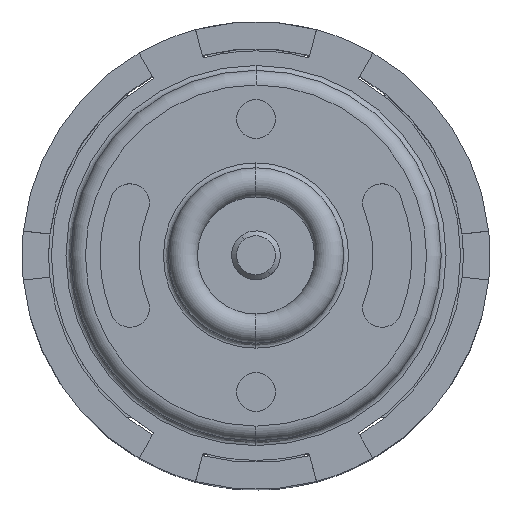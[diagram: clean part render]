
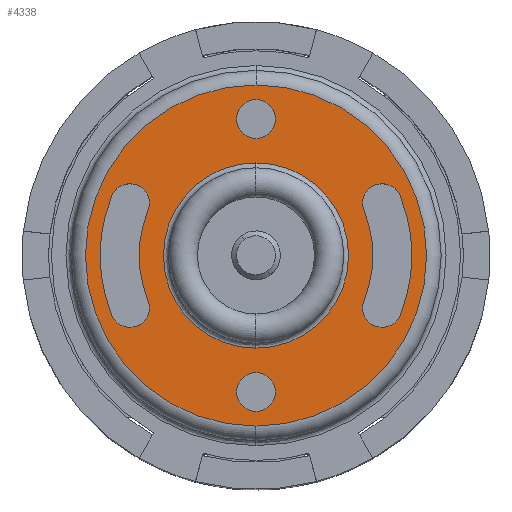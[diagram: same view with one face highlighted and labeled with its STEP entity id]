
A CAD part, top view. The second image highlights one B-rep face of the part: STEP entity #4338.
In plain terms, the highlighted face is planar.
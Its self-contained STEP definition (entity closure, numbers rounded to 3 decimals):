
#2270=CARTESIAN_POINT('',(0.,2.798,17.5));
#2271=VERTEX_POINT('',#2270);
#2297=CARTESIAN_POINT('',(0.,2.798,-17.5));
#2298=VERTEX_POINT('',#2297);
#2306=CARTESIAN_POINT('',(0.,2.798,0.0));
#2307=DIRECTION('',(0.0,-1.0,0.0));
#2308=DIRECTION('',(1.0,0.0,0.0));
#2309=AXIS2_PLACEMENT_3D('',#2306,#2307,#2308);
#2310=CIRCLE('',#2309,17.5);
#2311=EDGE_CURVE('',#2298,#2271,#2310,.T.);
#2519=CARTESIAN_POINT('',(0.,2.798,-9.5));
#2520=VERTEX_POINT('',#2519);
#2530=CARTESIAN_POINT('',(-9.5,2.798,0.0));
#2531=VERTEX_POINT('',#2530);
#2532=CARTESIAN_POINT('',(0.,2.798,0.0));
#2533=DIRECTION('',(0.0,1.0,0.0));
#2534=DIRECTION('',(1.0,0.0,0.0));
#2535=AXIS2_PLACEMENT_3D('',#2532,#2533,#2534);
#2536=CIRCLE('',#2535,9.5);
#2537=EDGE_CURVE('',#2520,#2531,#2536,.T.);
#2539=CARTESIAN_POINT('',(0.,2.798,9.5));
#2540=VERTEX_POINT('',#2539);
#2541=CARTESIAN_POINT('',(0.,2.798,0.0));
#2542=DIRECTION('',(0.0,1.0,0.0));
#2543=DIRECTION('',(1.0,0.0,0.0));
#2544=AXIS2_PLACEMENT_3D('',#2541,#2542,#2543);
#2545=CIRCLE('',#2544,9.5);
#2546=EDGE_CURVE('',#2531,#2540,#2545,.T.);
#2810=CARTESIAN_POINT('',(2.,2.798,-14.));
#2811=VERTEX_POINT('',#2810);
#2827=CARTESIAN_POINT('',(-2.,2.798,-14.));
#2828=VERTEX_POINT('',#2827);
#2835=CARTESIAN_POINT('',(0.,2.798,-14.));
#2836=DIRECTION('',(0.0,-1.0,0.0));
#2837=DIRECTION('',(1.0,0.0,0.0));
#2838=AXIS2_PLACEMENT_3D('',#2835,#2836,#2837);
#2839=CIRCLE('',#2838,2.0);
#2840=EDGE_CURVE('',#2811,#2828,#2839,.T.);
#2873=CARTESIAN_POINT('',(-2.,2.798,14.));
#2874=VERTEX_POINT('',#2873);
#2890=CARTESIAN_POINT('',(2.,2.798,14.));
#2891=VERTEX_POINT('',#2890);
#2898=CARTESIAN_POINT('',(0.,2.798,14.));
#2899=DIRECTION('',(0.0,-1.0,0.0));
#2900=DIRECTION('',(-1.0,0.0,0.0));
#2901=AXIS2_PLACEMENT_3D('',#2898,#2899,#2900);
#2902=CIRCLE('',#2901,2.0);
#2903=EDGE_CURVE('',#2874,#2891,#2902,.T.);
#2915=CARTESIAN_POINT('',(-12.,2.798,0.));
#2916=VERTEX_POINT('',#2915);
#2932=CARTESIAN_POINT('',(-11.087,2.798,4.592));
#2933=VERTEX_POINT('',#2932);
#2940=CARTESIAN_POINT('',(0.,2.798,0.0));
#2941=DIRECTION('',(0.0,1.0,0.0));
#2942=DIRECTION('',(-1.0,0.0,0.0));
#2943=AXIS2_PLACEMENT_3D('',#2940,#2941,#2942);
#2944=CIRCLE('',#2943,12.);
#2945=EDGE_CURVE('',#2916,#2933,#2944,.T.);
#2955=CARTESIAN_POINT('',(-16.0,2.798,0.));
#2956=VERTEX_POINT('',#2955);
#2965=CARTESIAN_POINT('',(-14.782,2.798,6.123));
#2966=VERTEX_POINT('',#2965);
#2967=CARTESIAN_POINT('',(0.,2.798,0.0));
#2968=DIRECTION('',(0.0,-1.0,0.0));
#2969=DIRECTION('',(1.0,0.0,0.0));
#2970=AXIS2_PLACEMENT_3D('',#2967,#2968,#2969);
#2971=CIRCLE('',#2970,16.0);
#2972=EDGE_CURVE('',#2966,#2956,#2971,.T.);
#2999=CARTESIAN_POINT('',(12.,2.798,0.));
#3000=VERTEX_POINT('',#2999);
#3016=CARTESIAN_POINT('',(11.087,2.798,-4.592));
#3017=VERTEX_POINT('',#3016);
#3024=CARTESIAN_POINT('',(0.,2.798,0.));
#3025=DIRECTION('',(0.0,1.0,0.0));
#3026=DIRECTION('',(1.0,0.0,0.0));
#3027=AXIS2_PLACEMENT_3D('',#3024,#3025,#3026);
#3028=CIRCLE('',#3027,12.);
#3029=EDGE_CURVE('',#3000,#3017,#3028,.T.);
#3039=CARTESIAN_POINT('',(16.0,2.798,0.));
#3040=VERTEX_POINT('',#3039);
#3049=CARTESIAN_POINT('',(14.782,2.798,-6.123));
#3050=VERTEX_POINT('',#3049);
#3051=CARTESIAN_POINT('',(0.,2.798,0.));
#3052=DIRECTION('',(0.0,-1.0,0.0));
#3053=DIRECTION('',(-1.0,0.0,0.0));
#3054=AXIS2_PLACEMENT_3D('',#3051,#3052,#3053);
#3055=CIRCLE('',#3054,16.0);
#3056=EDGE_CURVE('',#3050,#3040,#3055,.T.);
#3806=CARTESIAN_POINT('',(11.087,2.798,4.592));
#3807=VERTEX_POINT('',#3806);
#3814=CARTESIAN_POINT('',(14.782,2.798,6.123));
#3815=VERTEX_POINT('',#3814);
#3816=CARTESIAN_POINT('',(12.934,2.798,5.358));
#3817=DIRECTION('',(0.,-1.0,0.));
#3818=DIRECTION('',(-0.924,0.,-0.383));
#3819=AXIS2_PLACEMENT_3D('',#3816,#3817,#3818);
#3820=CIRCLE('',#3819,2.);
#3821=EDGE_CURVE('',#3815,#3807,#3820,.T.);
#3846=CARTESIAN_POINT('',(0.,2.798,0.));
#3847=DIRECTION('',(0.0,-1.0,0.0));
#3848=DIRECTION('',(-1.0,0.0,0.0));
#3849=AXIS2_PLACEMENT_3D('',#3846,#3847,#3848);
#3850=CIRCLE('',#3849,16.0);
#3851=EDGE_CURVE('',#3040,#3815,#3850,.T.);
#3869=CARTESIAN_POINT('',(12.934,2.798,-5.358));
#3870=DIRECTION('',(0.,-1.,0.));
#3871=DIRECTION('',(0.924,0.,-0.383));
#3872=AXIS2_PLACEMENT_3D('',#3869,#3870,#3871);
#3873=CIRCLE('',#3872,2.);
#3874=EDGE_CURVE('',#3017,#3050,#3873,.T.);
#3886=CARTESIAN_POINT('',(0.,2.798,0.));
#3887=DIRECTION('',(0.0,1.0,0.0));
#3888=DIRECTION('',(1.0,0.0,0.0));
#3889=AXIS2_PLACEMENT_3D('',#3886,#3887,#3888);
#3890=CIRCLE('',#3889,12.);
#3891=EDGE_CURVE('',#3807,#3000,#3890,.T.);
#3920=CARTESIAN_POINT('',(-11.087,2.798,-4.592));
#3921=VERTEX_POINT('',#3920);
#3928=CARTESIAN_POINT('',(-14.782,2.798,-6.123));
#3929=VERTEX_POINT('',#3928);
#3930=CARTESIAN_POINT('',(-12.934,2.798,-5.358));
#3931=DIRECTION('',(0.,-1.,0.));
#3932=DIRECTION('',(0.924,0.,0.383));
#3933=AXIS2_PLACEMENT_3D('',#3930,#3931,#3932);
#3934=CIRCLE('',#3933,2.);
#3935=EDGE_CURVE('',#3929,#3921,#3934,.T.);
#3960=CARTESIAN_POINT('',(0.,2.798,0.0));
#3961=DIRECTION('',(0.0,-1.0,0.0));
#3962=DIRECTION('',(1.0,0.0,0.0));
#3963=AXIS2_PLACEMENT_3D('',#3960,#3961,#3962);
#3964=CIRCLE('',#3963,16.0);
#3965=EDGE_CURVE('',#2956,#3929,#3964,.T.);
#3983=CARTESIAN_POINT('',(-12.934,2.798,5.358));
#3984=DIRECTION('',(0.,-1.0,0.));
#3985=DIRECTION('',(-0.924,0.,0.383));
#3986=AXIS2_PLACEMENT_3D('',#3983,#3984,#3985);
#3987=CIRCLE('',#3986,2.);
#3988=EDGE_CURVE('',#2933,#2966,#3987,.T.);
#4000=CARTESIAN_POINT('',(0.,2.798,0.0));
#4001=DIRECTION('',(0.0,1.0,0.0));
#4002=DIRECTION('',(-1.0,0.0,0.0));
#4003=AXIS2_PLACEMENT_3D('',#4000,#4001,#4002);
#4004=CIRCLE('',#4003,12.);
#4005=EDGE_CURVE('',#3921,#2916,#4004,.T.);
#4045=CARTESIAN_POINT('',(0.,2.798,14.));
#4046=DIRECTION('',(0.0,-1.0,0.0));
#4047=DIRECTION('',(-1.0,0.0,0.0));
#4048=AXIS2_PLACEMENT_3D('',#4045,#4046,#4047);
#4049=CIRCLE('',#4048,2.0);
#4050=EDGE_CURVE('',#2891,#2874,#4049,.T.);
#4090=CARTESIAN_POINT('',(0.,2.798,-14.));
#4091=DIRECTION('',(0.0,-1.0,0.0));
#4092=DIRECTION('',(1.0,0.0,0.0));
#4093=AXIS2_PLACEMENT_3D('',#4090,#4091,#4092);
#4094=CIRCLE('',#4093,2.0);
#4095=EDGE_CURVE('',#2828,#2811,#4094,.T.);
#4275=CARTESIAN_POINT('',(0.,2.798,0.0));
#4276=DIRECTION('',(0.0,1.0,0.0));
#4277=DIRECTION('',(1.0,0.0,0.0));
#4278=AXIS2_PLACEMENT_3D('',#4275,#4276,#4277);
#4279=CIRCLE('',#4278,9.5);
#4280=EDGE_CURVE('',#2540,#2520,#4279,.T.);
#4285=CARTESIAN_POINT('',(-14.,2.798,0.0));
#4286=DIRECTION('',(0.0,1.0,0.0));
#4287=DIRECTION('',(0.0,0.0,1.0));
#4288=AXIS2_PLACEMENT_3D('',#4285,#4286,#4287);
#4289=PLANE('',#4288);
#4290=CARTESIAN_POINT('',(-17.5,2.798,0.));
#4291=VERTEX_POINT('',#4290);
#4292=CARTESIAN_POINT('',(0.,2.798,0.0));
#4293=DIRECTION('',(0.0,-1.0,0.0));
#4294=DIRECTION('',(1.0,0.0,0.0));
#4295=AXIS2_PLACEMENT_3D('',#4292,#4293,#4294);
#4296=CIRCLE('',#4295,17.5);
#4297=EDGE_CURVE('',#4291,#2298,#4296,.T.);
#4298=ORIENTED_EDGE('',*,*,#4297,.F.);
#4299=CARTESIAN_POINT('',(0.,2.798,0.0));
#4300=DIRECTION('',(0.0,-1.0,0.0));
#4301=DIRECTION('',(1.0,0.0,0.0));
#4302=AXIS2_PLACEMENT_3D('',#4299,#4300,#4301);
#4303=CIRCLE('',#4302,17.5);
#4304=EDGE_CURVE('',#2271,#4291,#4303,.T.);
#4305=ORIENTED_EDGE('',*,*,#4304,.F.);
#4306=ORIENTED_EDGE('',*,*,#2311,.F.);
#4307=EDGE_LOOP('',(#4298,#4305,#4306));
#4308=FACE_OUTER_BOUND('',#4307,.T.);
#4309=ORIENTED_EDGE('',*,*,#3821,.T.);
#4310=ORIENTED_EDGE('',*,*,#3891,.T.);
#4311=ORIENTED_EDGE('',*,*,#3029,.T.);
#4312=ORIENTED_EDGE('',*,*,#3874,.T.);
#4313=ORIENTED_EDGE('',*,*,#3056,.T.);
#4314=ORIENTED_EDGE('',*,*,#3851,.T.);
#4315=EDGE_LOOP('',(#4309,#4310,#4311,#4312,#4313,#4314));
#4316=FACE_BOUND('',#4315,.T.);
#4317=ORIENTED_EDGE('',*,*,#3988,.T.);
#4318=ORIENTED_EDGE('',*,*,#2972,.T.);
#4319=ORIENTED_EDGE('',*,*,#3965,.T.);
#4320=ORIENTED_EDGE('',*,*,#3935,.T.);
#4321=ORIENTED_EDGE('',*,*,#4005,.T.);
#4322=ORIENTED_EDGE('',*,*,#2945,.T.);
#4323=EDGE_LOOP('',(#4317,#4318,#4319,#4320,#4321,#4322));
#4324=FACE_BOUND('',#4323,.T.);
#4325=ORIENTED_EDGE('',*,*,#2903,.T.);
#4326=ORIENTED_EDGE('',*,*,#4050,.T.);
#4327=EDGE_LOOP('',(#4325,#4326));
#4328=FACE_BOUND('',#4327,.T.);
#4329=ORIENTED_EDGE('',*,*,#2840,.T.);
#4330=ORIENTED_EDGE('',*,*,#4095,.T.);
#4331=EDGE_LOOP('',(#4329,#4330));
#4332=FACE_BOUND('',#4331,.T.);
#4333=ORIENTED_EDGE('',*,*,#2546,.F.);
#4334=ORIENTED_EDGE('',*,*,#2537,.F.);
#4335=ORIENTED_EDGE('',*,*,#4280,.F.);
#4336=EDGE_LOOP('',(#4333,#4334,#4335));
#4337=FACE_BOUND('',#4336,.T.);
#4338=ADVANCED_FACE('',(#4308,#4316,#4324,#4328,#4332,#4337),#4289,.T.);
